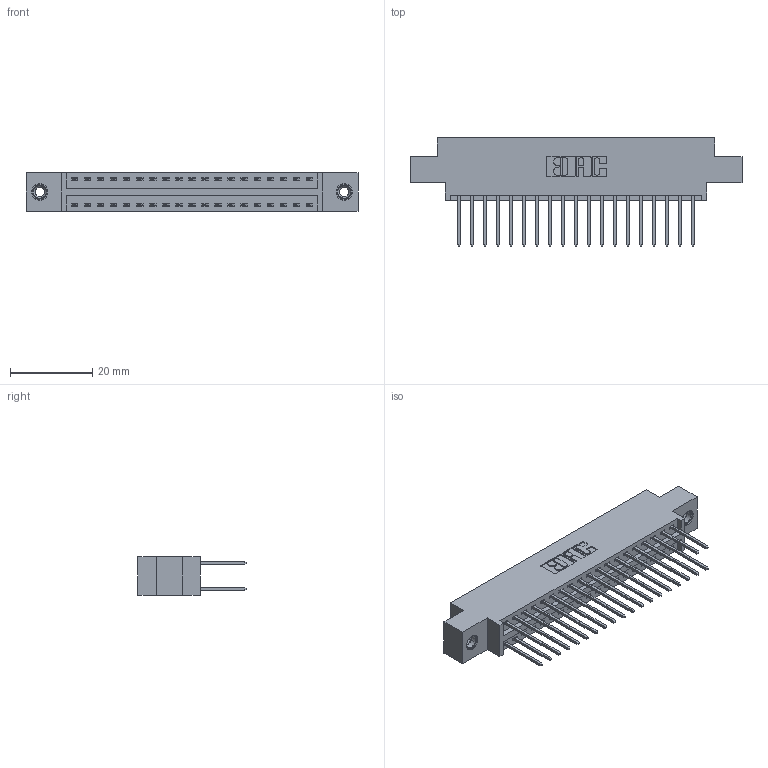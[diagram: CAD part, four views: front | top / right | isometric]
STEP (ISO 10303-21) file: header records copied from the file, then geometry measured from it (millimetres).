
FILE_DESCRIPTION (( 'STEP AP203' ), '1' );
FILE_NAME ('346-038-522-808.STEP', '2018-08-24T05:06:14', ( '' ), ( '' ), 'SwSTEP 2.0', 'SolidWorks 2016', '' );
FILE_SCHEMA (( 'CONFIG_CONTROL_DESIGN' ));
Length unit declared in the file: inch
Products named in the file (4): 345-250-001_345-250-003-102; 346-038-522-808; 346 Part_0.170 Offset - 0.156 Dia-TI; 345-292-001_345-293-122
Assembly tree (41 placements, depth 2):
  346-038-522-808
    346 Part_0.170 Offset - 0.156 Dia-TI
    345-292-001_345-293-122  x38
    345-250-001_345-250-003-102  x2
Bounding box: 80.9 x 26.42 x 9.4 mm (x, y, z)
Volume: 7646.3 mm3; surface area: 10799.8 mm2
Topology: 41 solids, 41 shells, 2162 faces, 6367 edges, 4186 vertices
Faces by surface type: plane 1442, cylinder 704, cone 12, torus 4
Entity records: 16832 total; most frequent: CARTESIAN_POINT 2791, ORIENTED_EDGE 2718, DIRECTION 2537, EDGE_CURVE 1359, LINE 1131, VECTOR 1131, VERTEX_POINT 900, AXIS2_PLACEMENT_3D 703
